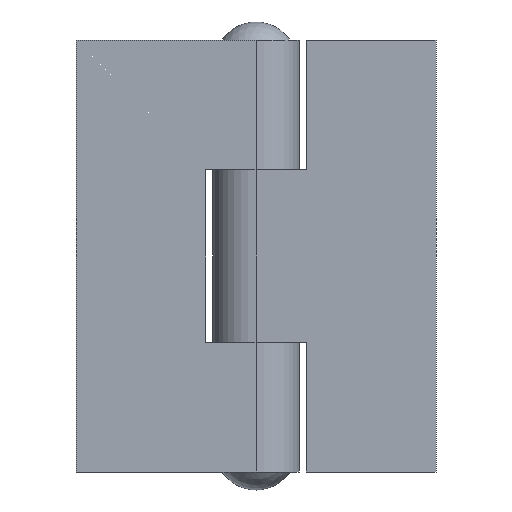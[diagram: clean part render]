
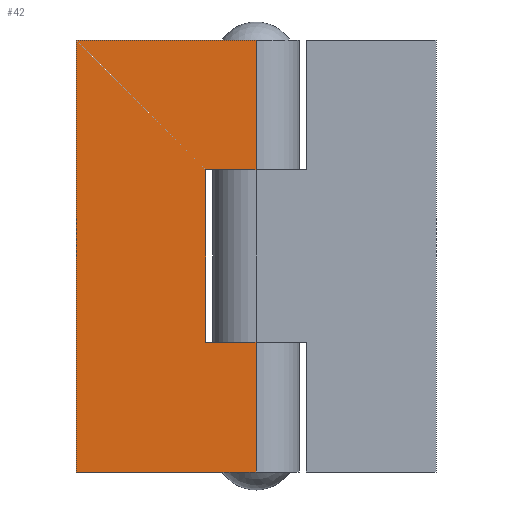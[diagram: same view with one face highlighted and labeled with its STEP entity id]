
A CAD part, front view. The second image highlights one B-rep face of the part: STEP entity #42.
In plain terms, the highlighted planar face has unit normal (0, -1, 0).
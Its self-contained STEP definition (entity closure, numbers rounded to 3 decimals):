
#16 = EDGE_CURVE ( 'NONE', #59, #1622, #155, .T. ) ;
#25 = ORIENTED_EDGE ( 'NONE', *, *, #1599, .F. ) ;
#26 = ORIENTED_EDGE ( 'NONE', *, *, #1612, .F. ) ;
#27 = ORIENTED_EDGE ( 'NONE', *, *, #39, .T. ) ;
#28 = ORIENTED_EDGE ( 'NONE', *, *, #16, .T. ) ;
#29 = ORIENTED_EDGE ( 'NONE', *, *, #53, .F. ) ;
#30 = ORIENTED_EDGE ( 'NONE', *, *, #31, .T. ) ;
#31 = EDGE_CURVE ( 'NONE', #50, #46, #193, .T. ) ;
#39 = EDGE_CURVE ( 'NONE', #1626, #59, #178, .T. ) ;
#42 = ADVANCED_FACE ( 'NONE', ( #174 ), #173, .F. ) ;
#43 = EDGE_LOOP ( 'NONE', ( #44, #48, #25, #26, #27, #28, #29, #30 ) ) ;
#44 = ORIENTED_EDGE ( 'NONE', *, *, #45, .T. ) ;
#45 = EDGE_CURVE ( 'NONE', #46, #47, #168, .T. ) ;
#46 = VERTEX_POINT ( 'NONE', #226 ) ;
#47 = VERTEX_POINT ( 'NONE', #225 ) ;
#48 = ORIENTED_EDGE ( 'NONE', *, *, #49, .T. ) ;
#49 = EDGE_CURVE ( 'NONE', #47, #1597, #224, .T. ) ;
#50 = VERTEX_POINT ( 'NONE', #220 ) ;
#53 = EDGE_CURVE ( 'NONE', #50, #1622, #219, .T. ) ;
#59 = VERTEX_POINT ( 'NONE', #201 ) ;
#148 = DIRECTION ( 'NONE',  ( 1., 0., 0. ) ) ;
#149 = VECTOR ( 'NONE', #148, 1000. ) ;
#150 = CARTESIAN_POINT ( 'NONE',  ( 0., -6., -30. ) ) ;
#155 = LINE ( 'NONE', #150, #149 ) ;
#168 = LINE ( 'NONE', #229, #228 ) ;
#169 = DIRECTION ( 'NONE',  ( -1., 0., 0. ) ) ;
#170 = DIRECTION ( 'NONE',  ( 0., 1., 0. ) ) ;
#171 = CARTESIAN_POINT ( 'NONE',  ( 0., -6., 30. ) ) ;
#172 = AXIS2_PLACEMENT_3D ( 'NONE', #171, #170, #169 ) ;
#173 = PLANE ( 'NONE',  #172 ) ;
#174 = FACE_OUTER_BOUND ( 'NONE', #43, .T. ) ;
#175 = DIRECTION ( 'NONE',  ( 0., 0., -1. ) ) ;
#176 = VECTOR ( 'NONE', #175, 1000. ) ;
#177 = CARTESIAN_POINT ( 'NONE',  ( -25., -6., 30. ) ) ;
#178 = LINE ( 'NONE', #177, #176 ) ;
#190 = DIRECTION ( 'NONE',  ( -1., 0., 0. ) ) ;
#191 = VECTOR ( 'NONE', #190, 1000. ) ;
#192 = CARTESIAN_POINT ( 'NONE',  ( 0., -6., -12. ) ) ;
#193 = LINE ( 'NONE', #192, #191 ) ;
#201 = CARTESIAN_POINT ( 'NONE',  ( -25., -6., -30. ) ) ;
#216 = DIRECTION ( 'NONE',  ( 0., 0., -1. ) ) ;
#217 = VECTOR ( 'NONE', #216, 1000. ) ;
#218 = CARTESIAN_POINT ( 'NONE',  ( 0., -6., 30. ) ) ;
#219 = LINE ( 'NONE', #218, #217 ) ;
#220 = CARTESIAN_POINT ( 'NONE',  ( 0., -6., -12. ) ) ;
#221 = DIRECTION ( 'NONE',  ( 1., 0., 0. ) ) ;
#222 = VECTOR ( 'NONE', #221, 1000. ) ;
#223 = CARTESIAN_POINT ( 'NONE',  ( 0., -6., 12. ) ) ;
#224 = LINE ( 'NONE', #223, #222 ) ;
#225 = CARTESIAN_POINT ( 'NONE',  ( -7., -6., 12. ) ) ;
#226 = CARTESIAN_POINT ( 'NONE',  ( -7., -6., -12. ) ) ;
#227 = DIRECTION ( 'NONE',  ( 0., 0., 1. ) ) ;
#228 = VECTOR ( 'NONE', #227, 1000. ) ;
#229 = CARTESIAN_POINT ( 'NONE',  ( -7., -6., 30. ) ) ;
#799 = DIRECTION ( 'NONE',  ( 0., 0., -1. ) ) ;
#800 = VECTOR ( 'NONE', #799, 1000. ) ;
#801 = CARTESIAN_POINT ( 'NONE',  ( 0., -6., 30. ) ) ;
#802 = LINE ( 'NONE', #801, #800 ) ;
#803 = CARTESIAN_POINT ( 'NONE',  ( 0., -6., 30. ) ) ;
#804 = CARTESIAN_POINT ( 'NONE',  ( 0., -6., 12. ) ) ;
#820 = CARTESIAN_POINT ( 'NONE',  ( 0., -6., -30. ) ) ;
#839 = DIRECTION ( 'NONE',  ( 1., 0., 0. ) ) ;
#840 = VECTOR ( 'NONE', #839, 1000. ) ;
#841 = CARTESIAN_POINT ( 'NONE',  ( 0., -6., 30. ) ) ;
#842 = LINE ( 'NONE', #841, #840 ) ;
#875 = CARTESIAN_POINT ( 'NONE',  ( -25., -6., 30. ) ) ;
#1597 = VERTEX_POINT ( 'NONE', #804 ) ;
#1598 = VERTEX_POINT ( 'NONE', #803 ) ;
#1599 = EDGE_CURVE ( 'NONE', #1598, #1597, #802, .T. ) ;
#1612 = EDGE_CURVE ( 'NONE', #1626, #1598, #842, .T. ) ;
#1622 = VERTEX_POINT ( 'NONE', #820 ) ;
#1626 = VERTEX_POINT ( 'NONE', #875 ) ;
